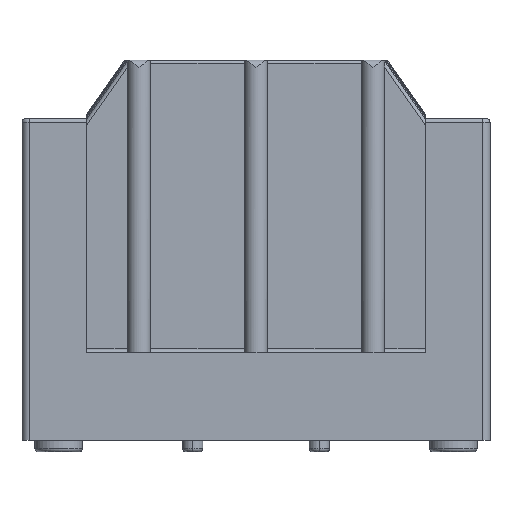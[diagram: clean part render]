
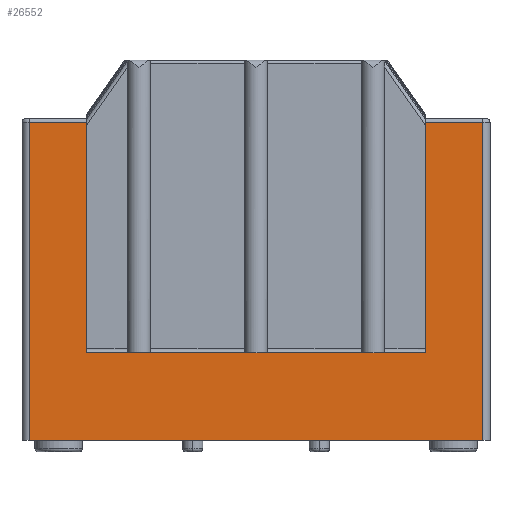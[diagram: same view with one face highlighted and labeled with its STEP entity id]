
A CAD part, left-side view. The second image highlights one B-rep face of the part: STEP entity #26552.
In plain terms, the highlighted planar face has unit normal (-1, 0, 0).
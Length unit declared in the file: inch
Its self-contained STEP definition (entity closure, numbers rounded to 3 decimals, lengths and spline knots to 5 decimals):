
#16 = ORIENTED_EDGE ( 'NONE', *, *, #1418, .T. ) ;
#316 = VECTOR ( 'NONE', #736, 39.37008 ) ;
#736 = DIRECTION ( 'NONE',  ( 0., -1., 0. ) ) ;
#1418 = EDGE_CURVE ( 'NONE', #65523, #56791, #21945, .T. ) ;
#2545 = LINE ( 'NONE', #26279, #58108 ) ;
#2970 = CARTESIAN_POINT ( 'NONE',  ( -1., 0., -0.5312 ) ) ;
#4388 = ORIENTED_EDGE ( 'NONE', *, *, #7152, .T. ) ;
#5660 = LINE ( 'NONE', #47196, #62930 ) ;
#6431 = CARTESIAN_POINT ( 'NONE',  ( -1., 1.9375, -0.5312 ) ) ;
#7069 = VECTOR ( 'NONE', #50189, 39.37008 ) ;
#7152 = EDGE_CURVE ( 'NONE', #8791, #30400, #13706, .T. ) ;
#7421 = CARTESIAN_POINT ( 'NONE',  ( -1., -1.9375, -0.5312 ) ) ;
#8007 = CARTESIAN_POINT ( 'NONE',  ( -1., -1.9375, 0. ) ) ;
#8510 = ORIENTED_EDGE ( 'NONE', *, *, #25975, .T. ) ;
#8791 = VERTEX_POINT ( 'NONE', #6431 ) ;
#9010 = EDGE_CURVE ( 'NONE', #26728, #46307, #66718, .T. ) ;
#9883 = CARTESIAN_POINT ( 'NONE',  ( -1., 1.9375, 0. ) ) ;
#10323 = DIRECTION ( 'NONE',  ( 0., 1., 0. ) ) ;
#10440 = EDGE_CURVE ( 'NONE', #49178, #53496, #60222, .T. ) ;
#10770 = CARTESIAN_POINT ( 'NONE',  ( -1., 1.45, -2.5 ) ) ;
#12119 = EDGE_CURVE ( 'NONE', #42860, #53496, #60035, .T. ) ;
#13121 = ORIENTED_EDGE ( 'NONE', *, *, #61789, .F. ) ;
#13581 = EDGE_CURVE ( 'NONE', #56791, #8791, #32906, .T. ) ;
#13706 = LINE ( 'NONE', #9883, #26822 ) ;
#13832 = ORIENTED_EDGE ( 'NONE', *, *, #64822, .F. ) ;
#14277 = CARTESIAN_POINT ( 'NONE',  ( -1., 1.9375, -3.25 ) ) ;
#14910 = VERTEX_POINT ( 'NONE', #61000 ) ;
#15278 = EDGE_CURVE ( 'NONE', #65523, #26728, #68677, .T. ) ;
#15460 = DIRECTION ( 'NONE',  ( 0., 0., -1. ) ) ;
#16020 = VECTOR ( 'NONE', #63847, 39.37008 ) ;
#19059 = ORIENTED_EDGE ( 'NONE', *, *, #51077, .F. ) ;
#21945 = LINE ( 'NONE', #22618, #7069 ) ;
#22533 = ORIENTED_EDGE ( 'NONE', *, *, #12119, .T. ) ;
#22618 = CARTESIAN_POINT ( 'NONE',  ( -1., 1.45, -2.5 ) ) ;
#23560 = ORIENTED_EDGE ( 'NONE', *, *, #13581, .T. ) ;
#25689 = CARTESIAN_POINT ( 'NONE',  ( -1., 0., -2.5 ) ) ;
#25975 = EDGE_CURVE ( 'NONE', #14910, #42860, #36352, .T. ) ;
#26279 = CARTESIAN_POINT ( 'NONE',  ( -1., 0., -3.25 ) ) ;
#26552 = ADVANCED_FACE ( 'NONE', ( #62074 ), #52538, .T. ) ;
#26728 = VERTEX_POINT ( 'NONE', #60239 ) ;
#26822 = VECTOR ( 'NONE', #15460, 39.37008 ) ;
#27764 = ORIENTED_EDGE ( 'NONE', *, *, #10440, .F. ) ;
#30400 = VERTEX_POINT ( 'NONE', #14277 ) ;
#30642 = VECTOR ( 'NONE', #10323, 39.37008 ) ;
#30790 = DIRECTION ( 'NONE',  ( -1., 0., 0. ) ) ;
#31243 = DIRECTION ( 'NONE',  ( 0., -1., 0. ) ) ;
#31693 = LINE ( 'NONE', #34108, #316 ) ;
#32906 = LINE ( 'NONE', #2970, #62263 ) ;
#34108 = CARTESIAN_POINT ( 'NONE',  ( -1., 0., -2.5 ) ) ;
#34752 = CARTESIAN_POINT ( 'NONE',  ( -1., -1., -2.5 ) ) ;
#36352 = LINE ( 'NONE', #8007, #51042 ) ;
#41324 = DIRECTION ( 'NONE',  ( 0., 0., 1. ) ) ;
#42560 = CARTESIAN_POINT ( 'NONE',  ( -1., 1.45, -0.5312 ) ) ;
#42860 = VERTEX_POINT ( 'NONE', #7421 ) ;
#43539 = CARTESIAN_POINT ( 'NONE',  ( -1., 0., -0.5312 ) ) ;
#46307 = VERTEX_POINT ( 'NONE', #57249 ) ;
#46771 = VERTEX_POINT ( 'NONE', #34752 ) ;
#47196 = CARTESIAN_POINT ( 'NONE',  ( -1., 0., -2.5 ) ) ;
#49024 = AXIS2_PLACEMENT_3D ( 'NONE', #63848, #30790, #69443 ) ;
#49178 = VERTEX_POINT ( 'NONE', #67305 ) ;
#50189 = DIRECTION ( 'NONE',  ( 0., 0., 1. ) ) ;
#51042 = VECTOR ( 'NONE', #41324, 39.37008 ) ;
#51077 = EDGE_CURVE ( 'NONE', #46307, #46771, #31693, .T. ) ;
#52538 = PLANE ( 'NONE',  #49024 ) ;
#52779 = CARTESIAN_POINT ( 'NONE',  ( -1., -1.45, -2.5 ) ) ;
#52807 = DIRECTION ( 'NONE',  ( 0., -1., 0. ) ) ;
#53440 = CARTESIAN_POINT ( 'NONE',  ( -1., 0., -2.5 ) ) ;
#53496 = VERTEX_POINT ( 'NONE', #60248 ) ;
#53808 = DIRECTION ( 'NONE',  ( 0., 1., 0. ) ) ;
#53939 = VECTOR ( 'NONE', #31243, 39.37008 ) ;
#56791 = VERTEX_POINT ( 'NONE', #42560 ) ;
#57249 = CARTESIAN_POINT ( 'NONE',  ( -1., 0., -2.5 ) ) ;
#58108 = VECTOR ( 'NONE', #53808, 39.37008 ) ;
#58832 = DIRECTION ( 'NONE',  ( 0., -1., 0. ) ) ;
#59895 = EDGE_LOOP ( 'NONE', ( #8510, #22533, #27764, #13832, #19059, #62433, #67648, #16, #23560, #4388, #13121 ) ) ;
#60035 = LINE ( 'NONE', #43539, #30642 ) ;
#60222 = LINE ( 'NONE', #52779, #16020 ) ;
#60239 = CARTESIAN_POINT ( 'NONE',  ( -1., 1., -2.5 ) ) ;
#60248 = CARTESIAN_POINT ( 'NONE',  ( -1., -1.45, -0.5312 ) ) ;
#61000 = CARTESIAN_POINT ( 'NONE',  ( -1., -1.9375, -3.25 ) ) ;
#61789 = EDGE_CURVE ( 'NONE', #14910, #30400, #2545, .T. ) ;
#62074 = FACE_OUTER_BOUND ( 'NONE', #59895, .T. ) ;
#62263 = VECTOR ( 'NONE', #69181, 39.37008 ) ;
#62433 = ORIENTED_EDGE ( 'NONE', *, *, #9010, .F. ) ;
#62930 = VECTOR ( 'NONE', #52807, 39.37008 ) ;
#63847 = DIRECTION ( 'NONE',  ( 0., 0., 1. ) ) ;
#63848 = CARTESIAN_POINT ( 'NONE',  ( -1., 0., 0. ) ) ;
#64822 = EDGE_CURVE ( 'NONE', #46771, #49178, #5660, .T. ) ;
#64966 = VECTOR ( 'NONE', #58832, 39.37008 ) ;
#65523 = VERTEX_POINT ( 'NONE', #10770 ) ;
#66718 = LINE ( 'NONE', #25689, #64966 ) ;
#67305 = CARTESIAN_POINT ( 'NONE',  ( -1., -1.45, -2.5 ) ) ;
#67648 = ORIENTED_EDGE ( 'NONE', *, *, #15278, .F. ) ;
#68677 = LINE ( 'NONE', #53440, #53939 ) ;
#69181 = DIRECTION ( 'NONE',  ( 0., 1., 0. ) ) ;
#69443 = DIRECTION ( 'NONE',  ( 0., 0., 1. ) ) ;
